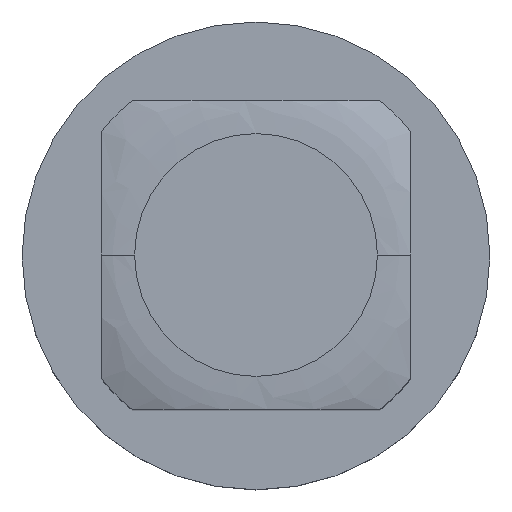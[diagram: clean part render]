
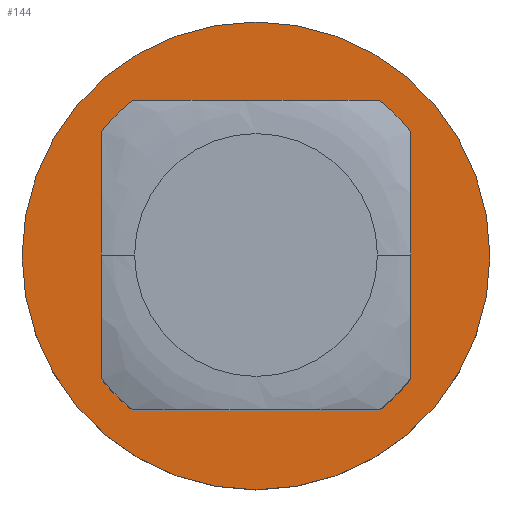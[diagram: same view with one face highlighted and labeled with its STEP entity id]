
A CAD part, top view. The second image highlights one B-rep face of the part: STEP entity #144.
In plain terms, the highlighted planar face has unit normal (0, 0, 1).
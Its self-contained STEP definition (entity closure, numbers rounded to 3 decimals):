
#13 = EDGE_CURVE ( 'NONE', #523, #724, #613, .T. ) ;
#18 = DIRECTION ( 'NONE',  ( 0., 0., 1. ) ) ;
#23 = EDGE_CURVE ( 'NONE', #523, #78, #577, .T. ) ;
#29 = CARTESIAN_POINT ( 'NONE',  ( 1.268, 1.587, 9.525 ) ) ;
#34 = EDGE_LOOP ( 'NONE', ( #380, #711, #608, #850, #490, #378, #798, #635 ) ) ;
#43 = VECTOR ( 'NONE', #189, 1000. ) ;
#49 = ORIENTED_EDGE ( 'NONE', *, *, #567, .T. ) ;
#78 = VERTEX_POINT ( 'NONE', #407 ) ;
#87 = DIRECTION ( 'NONE',  ( 1., 0., 0. ) ) ;
#102 = CARTESIAN_POINT ( 'NONE',  ( 1.587, 1.268, 9.525 ) ) ;
#106 = EDGE_CURVE ( 'NONE', #857, #724, #538, .T. ) ;
#108 = CARTESIAN_POINT ( 'NONE',  ( 1.268, -1.587, 9.525 ) ) ;
#111 = DIRECTION ( 'NONE',  ( 1., 0., 0. ) ) ;
#112 = DIRECTION ( 'NONE',  ( 0., 0., -1. ) ) ;
#113 = CARTESIAN_POINT ( 'NONE',  ( 0., 0., 9.525 ) ) ;
#121 = EDGE_CURVE ( 'NONE', #691, #803, #526, .T. ) ;
#144 = ADVANCED_FACE ( 'NONE', ( #479, #512 ), #786, .T. ) ;
#156 = DIRECTION ( 'NONE',  ( 1., 0., 0. ) ) ;
#157 = AXIS2_PLACEMENT_3D ( 'NONE', #416, #414, #413 ) ;
#158 = DIRECTION ( 'NONE',  ( 0., 0., -1. ) ) ;
#162 = CARTESIAN_POINT ( 'NONE',  ( 0., 0., 9.525 ) ) ;
#169 = CARTESIAN_POINT ( 'NONE',  ( 2.4, 0., 9.525 ) ) ;
#180 = CARTESIAN_POINT ( 'NONE',  ( 0., 0., 9.525 ) ) ;
#185 = CARTESIAN_POINT ( 'NONE',  ( -1.588, 1.588, 9.525 ) ) ;
#189 = DIRECTION ( 'NONE',  ( 0., 1., 0. ) ) ;
#194 = DIRECTION ( 'NONE',  ( 1., 0., 0. ) ) ;
#198 = CIRCLE ( 'NONE', #634, 2.032 ) ;
#204 = DIRECTION ( 'NONE',  ( -1., 0., 0. ) ) ;
#206 = CARTESIAN_POINT ( 'NONE',  ( -1.588, -1.588, 9.525 ) ) ;
#222 = CIRCLE ( 'NONE', #695, 2.032 ) ;
#243 = AXIS2_PLACEMENT_3D ( 'NONE', #486, #485, #480 ) ;
#244 = CARTESIAN_POINT ( 'NONE',  ( -1.268, 1.588, 9.525 ) ) ;
#245 = VECTOR ( 'NONE', #194, 1000. ) ;
#250 = LINE ( 'NONE', #206, #245 ) ;
#262 = CARTESIAN_POINT ( 'NONE',  ( 1.588, -1.588, 9.525 ) ) ;
#280 = CARTESIAN_POINT ( 'NONE',  ( 1.587, -1.268, 9.525 ) ) ;
#311 = CIRCLE ( 'NONE', #157, 2.4 ) ;
#352 = EDGE_CURVE ( 'NONE', #766, #473, #419, .T. ) ;
#364 = CIRCLE ( 'NONE', #243, 2.032 ) ;
#378 = ORIENTED_EDGE ( 'NONE', *, *, #13, .T. ) ;
#379 = AXIS2_PLACEMENT_3D ( 'NONE', #660, #655, #653 ) ;
#380 = ORIENTED_EDGE ( 'NONE', *, *, #121, .F. ) ;
#407 = CARTESIAN_POINT ( 'NONE',  ( -1.587, -1.268, 9.525 ) ) ;
#413 = DIRECTION ( 'NONE',  ( 1., 0., 0. ) ) ;
#414 = DIRECTION ( 'NONE',  ( 0., 0., 1. ) ) ;
#416 = CARTESIAN_POINT ( 'NONE',  ( 0., 0., 9.525 ) ) ;
#419 = CIRCLE ( 'NONE', #379, 2.4 ) ;
#446 = VERTEX_POINT ( 'NONE', #572 ) ;
#470 = CARTESIAN_POINT ( 'NONE',  ( -1.587, 1.268, 9.525 ) ) ;
#473 = VERTEX_POINT ( 'NONE', #545 ) ;
#476 = DIRECTION ( 'NONE',  ( 0., 0., -1. ) ) ;
#479 = FACE_BOUND ( 'NONE', #34, .T. ) ;
#480 = DIRECTION ( 'NONE',  ( 1., 0., 0. ) ) ;
#485 = DIRECTION ( 'NONE',  ( 0., 0., -1. ) ) ;
#486 = CARTESIAN_POINT ( 'NONE',  ( 0., 0., 9.525 ) ) ;
#490 = ORIENTED_EDGE ( 'NONE', *, *, #23, .F. ) ;
#493 = DIRECTION ( 'NONE',  ( 1., 0., 0. ) ) ;
#500 = DIRECTION ( 'NONE',  ( 0., -1., 0. ) ) ;
#506 = CARTESIAN_POINT ( 'NONE',  ( 0., 0., 9.525 ) ) ;
#512 = FACE_OUTER_BOUND ( 'NONE', #755, .T. ) ;
#514 = CARTESIAN_POINT ( 'NONE',  ( -1.588, -1.588, 9.525 ) ) ;
#515 = EDGE_CURVE ( 'NONE', #857, #803, #364, .T. ) ;
#523 = VERTEX_POINT ( 'NONE', #470 ) ;
#526 = LINE ( 'NONE', #262, #43 ) ;
#527 = VECTOR ( 'NONE', #204, 1000. ) ;
#538 = LINE ( 'NONE', #185, #527 ) ;
#545 = CARTESIAN_POINT ( 'NONE',  ( -2.4, 0., 9.525 ) ) ;
#556 = AXIS2_PLACEMENT_3D ( 'NONE', #180, #18, #87 ) ;
#562 = VECTOR ( 'NONE', #500, 1000. ) ;
#567 = EDGE_CURVE ( 'NONE', #473, #766, #311, .T. ) ;
#572 = CARTESIAN_POINT ( 'NONE',  ( -1.268, -1.587, 9.525 ) ) ;
#577 = LINE ( 'NONE', #514, #562 ) ;
#608 = ORIENTED_EDGE ( 'NONE', *, *, #747, .F. ) ;
#613 = CIRCLE ( 'NONE', #663, 2.032 ) ;
#634 = AXIS2_PLACEMENT_3D ( 'NONE', #113, #112, #111 ) ;
#635 = ORIENTED_EDGE ( 'NONE', *, *, #515, .T. ) ;
#653 = DIRECTION ( 'NONE',  ( 1., 0., 0. ) ) ;
#655 = DIRECTION ( 'NONE',  ( 0., 0., 1. ) ) ;
#660 = CARTESIAN_POINT ( 'NONE',  ( 0., 0., 9.525 ) ) ;
#663 = AXIS2_PLACEMENT_3D ( 'NONE', #506, #476, #493 ) ;
#691 = VERTEX_POINT ( 'NONE', #280 ) ;
#695 = AXIS2_PLACEMENT_3D ( 'NONE', #162, #158, #156 ) ;
#711 = ORIENTED_EDGE ( 'NONE', *, *, #789, .T. ) ;
#724 = VERTEX_POINT ( 'NONE', #244 ) ;
#747 = EDGE_CURVE ( 'NONE', #446, #797, #250, .T. ) ;
#755 = EDGE_LOOP ( 'NONE', ( #769, #49 ) ) ;
#757 = EDGE_CURVE ( 'NONE', #446, #78, #222, .T. ) ;
#766 = VERTEX_POINT ( 'NONE', #169 ) ;
#769 = ORIENTED_EDGE ( 'NONE', *, *, #352, .T. ) ;
#786 = PLANE ( 'NONE',  #556 ) ;
#789 = EDGE_CURVE ( 'NONE', #691, #797, #198, .T. ) ;
#797 = VERTEX_POINT ( 'NONE', #108 ) ;
#798 = ORIENTED_EDGE ( 'NONE', *, *, #106, .F. ) ;
#803 = VERTEX_POINT ( 'NONE', #102 ) ;
#850 = ORIENTED_EDGE ( 'NONE', *, *, #757, .T. ) ;
#857 = VERTEX_POINT ( 'NONE', #29 ) ;
